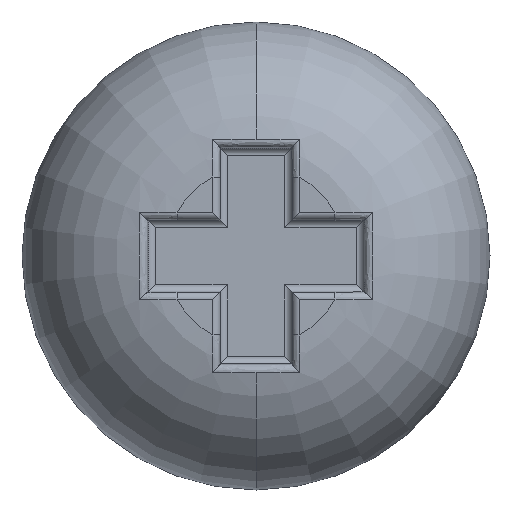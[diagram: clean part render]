
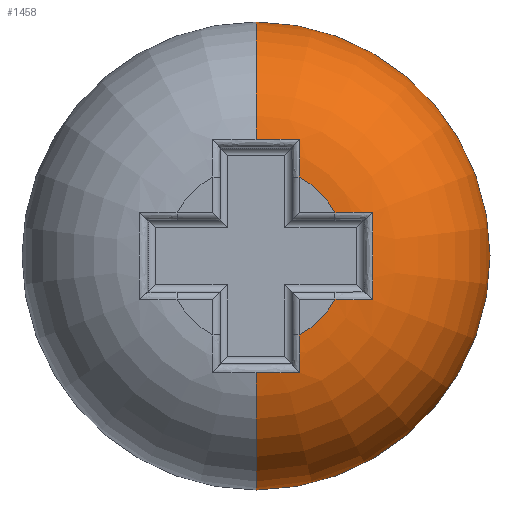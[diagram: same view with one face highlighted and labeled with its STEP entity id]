
A CAD part, front view. The second image highlights one B-rep face of the part: STEP entity #1458.
In plain terms, the highlighted toroidal (fillet/blend) face has major radius 1.25 mm and minor radius 2 mm.
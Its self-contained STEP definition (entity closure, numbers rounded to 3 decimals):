
#14 = EDGE_CURVE ( 'NONE', #663, #212, #947, .T. ) ;
#25 = CARTESIAN_POINT ( 'NONE',  ( 0.606, 0.019, -1.45 ) ) ;
#31 = CARTESIAN_POINT ( 'NONE',  ( 0., 2., 0. ) ) ;
#46 = VERTEX_POINT ( 'NONE', #937 ) ;
#60 = ORIENTED_EDGE ( 'NONE', *, *, #14, .T. ) ;
#62 = EDGE_CURVE ( 'NONE', #553, #1862, #1578, .T. ) ;
#63 = CARTESIAN_POINT ( 'NONE',  ( 0., 0.034, -1.618 ) ) ;
#65 = EDGE_CURVE ( 'NONE', #1567, #1598, #747, .T. ) ;
#81 = TOROIDAL_SURFACE ( 'NONE', #1493, 1.25, 2. ) ;
#94 = B_SPLINE_CURVE_WITH_KNOTS ( 'NONE', 3,
 ( #718, #1035, #267, #1614 ),
 .UNSPECIFIED., .F., .F.,
 ( 4, 4 ),
 ( 0., 0.001 ),
 .UNSPECIFIED. ) ;
#95 = CARTESIAN_POINT ( 'NONE',  ( 1.618, 0.034, -0.203 ) ) ;
#122 = DIRECTION ( 'NONE',  ( 0., 1., 0. ) ) ;
#129 = CARTESIAN_POINT ( 'NONE',  ( 0., 2., 1.25 ) ) ;
#163 = EDGE_CURVE ( 'NONE', #212, #1598, #1836, .T. ) ;
#168 = AXIS2_PLACEMENT_3D ( 'NONE', #477, #1674, #1229 ) ;
#209 = CARTESIAN_POINT ( 'NONE',  ( 0.203, 0.034, -1.618 ) ) ;
#212 = VERTEX_POINT ( 'NONE', #1594 ) ;
#234 = CARTESIAN_POINT ( 'NONE',  ( 0.608, 0.059, 1.623 ) ) ;
#237 = EDGE_CURVE ( 'NONE', #275, #769, #557, .T. ) ;
#267 = CARTESIAN_POINT ( 'NONE',  ( 1.45, 0.019, 0.606 ) ) ;
#275 = VERTEX_POINT ( 'NONE', #1577 ) ;
#306 = ORIENTED_EDGE ( 'NONE', *, *, #1531, .T. ) ;
#308 = CARTESIAN_POINT ( 'NONE',  ( 0.6, 0., 1.097 ) ) ;
#333 = VERTEX_POINT ( 'NONE', #1463 ) ;
#355 = CARTESIAN_POINT ( 'NONE',  ( 0.608, 0.059, 1.623 ) ) ;
#371 = DIRECTION ( 'NONE',  ( 1., 0., 0. ) ) ;
#373 = CARTESIAN_POINT ( 'NONE',  ( 1.623, 0.059, 0.608 ) ) ;
#392 = ORIENTED_EDGE ( 'NONE', *, *, #62, .T. ) ;
#439 = CARTESIAN_POINT ( 'NONE',  ( 0.604, 0., -1.274 ) ) ;
#471 = AXIS2_PLACEMENT_3D ( 'NONE', #1653, #371, #506 ) ;
#472 = CARTESIAN_POINT ( 'NONE',  ( 1.274, 0., -0.604 ) ) ;
#476 = CARTESIAN_POINT ( 'NONE',  ( 0.608, 0.059, -1.623 ) ) ;
#477 = CARTESIAN_POINT ( 'NONE',  ( 0., 0., 0. ) ) ;
#486 = CARTESIAN_POINT ( 'NONE',  ( 1.45, 0.019, -0.606 ) ) ;
#506 = DIRECTION ( 'NONE',  ( 0., 0., -1. ) ) ;
#539 = DIRECTION ( 'NONE',  ( 0., -1., 0. ) ) ;
#553 = VERTEX_POINT ( 'NONE', #1010 ) ;
#557 = CIRCLE ( 'NONE', #716, 1.25 ) ;
#563 = DIRECTION ( 'NONE',  ( -1., 0., 0. ) ) ;
#585 = AXIS2_PLACEMENT_3D ( 'NONE', #129, #563, #722 ) ;
#592 = EDGE_CURVE ( 'NONE', #663, #46, #1819, .T. ) ;
#607 = VERTEX_POINT ( 'NONE', #1050 ) ;
#622 = CARTESIAN_POINT ( 'NONE',  ( 0., 0.034, 1.618 ) ) ;
#636 = DIRECTION ( 'NONE',  ( 0., 1., 0. ) ) ;
#644 = CARTESIAN_POINT ( 'NONE',  ( 1.618, 0.034, 0.203 ) ) ;
#650 = CIRCLE ( 'NONE', #1666, 3.25 ) ;
#663 = VERTEX_POINT ( 'NONE', #1798 ) ;
#692 = ORIENTED_EDGE ( 'NONE', *, *, #957, .T. ) ;
#716 = AXIS2_PLACEMENT_3D ( 'NONE', #847, #539, #1587 ) ;
#718 = CARTESIAN_POINT ( 'NONE',  ( 1.097, 0., 0.6 ) ) ;
#722 = DIRECTION ( 'NONE',  ( 0., 0., 1. ) ) ;
#747 = CIRCLE ( 'NONE', #168, 1.25 ) ;
#769 = VERTEX_POINT ( 'NONE', #1835 ) ;
#780 = CARTESIAN_POINT ( 'NONE',  ( 0.406, 0.041, -1.62 ) ) ;
#781 = ORIENTED_EDGE ( 'NONE', *, *, #65, .F. ) ;
#812 = CARTESIAN_POINT ( 'NONE',  ( 1.097, 0., 0.6 ) ) ;
#847 = CARTESIAN_POINT ( 'NONE',  ( 0., 0., 0. ) ) ;
#852 = FACE_OUTER_BOUND ( 'NONE', #1002, .T. ) ;
#890 = ORIENTED_EDGE ( 'NONE', *, *, #1184, .T. ) ;
#900 = CARTESIAN_POINT ( 'NONE',  ( 1.623, 0.059, -0.608 ) ) ;
#920 = CARTESIAN_POINT ( 'NONE',  ( 1.097, 0., -0.6 ) ) ;
#937 = CARTESIAN_POINT ( 'NONE',  ( 0., 2., 3.25 ) ) ;
#947 = B_SPLINE_CURVE_WITH_KNOTS ( 'NONE', 3,
 ( #622, #1832, #1249, #355 ),
 .UNSPECIFIED., .F., .F.,
 ( 4, 4 ),
 ( 0.001, 0.001 ),
 .UNSPECIFIED. ) ;
#957 = EDGE_CURVE ( 'NONE', #1608, #769, #1582, .T. ) ;
#962 = ORIENTED_EDGE ( 'NONE', *, *, #1097, .T. ) ;
#972 = CARTESIAN_POINT ( 'NONE',  ( 1.62, 0.041, -0.406 ) ) ;
#1002 = EDGE_LOOP ( 'NONE', ( #890, #392, #1275, #1572, #60, #1753, #781, #962, #306, #692, #1521, #1468 ) ) ;
#1010 = CARTESIAN_POINT ( 'NONE',  ( 0., 0.034, -1.618 ) ) ;
#1035 = CARTESIAN_POINT ( 'NONE',  ( 1.274, 0., 0.604 ) ) ;
#1050 = CARTESIAN_POINT ( 'NONE',  ( 0.608, 0.059, -1.623 ) ) ;
#1097 = EDGE_CURVE ( 'NONE', #1567, #333, #94, .T. ) ;
#1112 = CARTESIAN_POINT ( 'NONE',  ( 1.623, 0.059, -0.608 ) ) ;
#1134 = B_SPLINE_CURVE_WITH_KNOTS ( 'NONE', 3,
 ( #1486, #439, #25, #1634 ),
 .UNSPECIFIED., .F., .F.,
 ( 4, 4 ),
 ( 0., 0.001 ),
 .UNSPECIFIED. ) ;
#1184 = EDGE_CURVE ( 'NONE', #607, #553, #1452, .T. ) ;
#1224 = DIRECTION ( 'NONE',  ( 0., 0., 1. ) ) ;
#1229 = DIRECTION ( 'NONE',  ( 0., 0., 1. ) ) ;
#1249 = CARTESIAN_POINT ( 'NONE',  ( 0.406, 0.041, 1.62 ) ) ;
#1275 = ORIENTED_EDGE ( 'NONE', *, *, #1621, .F. ) ;
#1442 = CARTESIAN_POINT ( 'NONE',  ( 0., 2., 0. ) ) ;
#1452 = B_SPLINE_CURVE_WITH_KNOTS ( 'NONE', 3,
 ( #476, #780, #209, #63 ),
 .UNSPECIFIED., .F., .F.,
 ( 4, 4 ),
 ( 0., 0.001 ),
 .UNSPECIFIED. ) ;
#1458 = ADVANCED_FACE ( 'NONE', ( #852 ), #81, .T. ) ;
#1463 = CARTESIAN_POINT ( 'NONE',  ( 1.623, 0.059, 0.608 ) ) ;
#1468 = ORIENTED_EDGE ( 'NONE', *, *, #1860, .T. ) ;
#1486 = CARTESIAN_POINT ( 'NONE',  ( 0.6, 0., -1.097 ) ) ;
#1493 = AXIS2_PLACEMENT_3D ( 'NONE', #1442, #122, #1734 ) ;
#1494 = CARTESIAN_POINT ( 'NONE',  ( 1.623, 0.059, -0.608 ) ) ;
#1521 = ORIENTED_EDGE ( 'NONE', *, *, #237, .F. ) ;
#1531 = EDGE_CURVE ( 'NONE', #333, #1608, #1725, .T. ) ;
#1567 = VERTEX_POINT ( 'NONE', #812 ) ;
#1572 = ORIENTED_EDGE ( 'NONE', *, *, #592, .F. ) ;
#1577 = CARTESIAN_POINT ( 'NONE',  ( 0.6, 0., -1.097 ) ) ;
#1578 = CIRCLE ( 'NONE', #471, 2. ) ;
#1582 = B_SPLINE_CURVE_WITH_KNOTS ( 'NONE', 3,
 ( #900, #486, #472, #920 ),
 .UNSPECIFIED., .F., .F.,
 ( 4, 4 ),
 ( 0., 0.001 ),
 .UNSPECIFIED. ) ;
#1587 = DIRECTION ( 'NONE',  ( 0., 0., 1. ) ) ;
#1594 = CARTESIAN_POINT ( 'NONE',  ( 0.608, 0.059, 1.623 ) ) ;
#1598 = VERTEX_POINT ( 'NONE', #308 ) ;
#1608 = VERTEX_POINT ( 'NONE', #1494 ) ;
#1614 = CARTESIAN_POINT ( 'NONE',  ( 1.623, 0.059, 0.608 ) ) ;
#1621 = EDGE_CURVE ( 'NONE', #46, #1862, #650, .T. ) ;
#1634 = CARTESIAN_POINT ( 'NONE',  ( 0.608, 0.059, -1.623 ) ) ;
#1653 = CARTESIAN_POINT ( 'NONE',  ( 0., 2., -1.25 ) ) ;
#1666 = AXIS2_PLACEMENT_3D ( 'NONE', #31, #636, #1224 ) ;
#1674 = DIRECTION ( 'NONE',  ( 0., -1., 0. ) ) ;
#1684 = CARTESIAN_POINT ( 'NONE',  ( 1.62, 0.041, 0.406 ) ) ;
#1709 = CARTESIAN_POINT ( 'NONE',  ( 0.604, 0., 1.274 ) ) ;
#1725 = B_SPLINE_CURVE_WITH_KNOTS ( 'NONE', 3,
 ( #373, #1684, #644, #95, #972, #1112 ),
 .UNSPECIFIED., .F., .F.,
 ( 4, 2, 4 ),
 ( 0., 0.001, 0.001 ),
 .UNSPECIFIED. ) ;
#1734 = DIRECTION ( 'NONE',  ( 0., 0., 1. ) ) ;
#1753 = ORIENTED_EDGE ( 'NONE', *, *, #163, .T. ) ;
#1774 = CARTESIAN_POINT ( 'NONE',  ( 0., 2., -3.25 ) ) ;
#1798 = CARTESIAN_POINT ( 'NONE',  ( 0., 0.034, 1.618 ) ) ;
#1819 = CIRCLE ( 'NONE', #585, 2. ) ;
#1832 = CARTESIAN_POINT ( 'NONE',  ( 0.203, 0.034, 1.618 ) ) ;
#1835 = CARTESIAN_POINT ( 'NONE',  ( 1.097, 0., -0.6 ) ) ;
#1836 = B_SPLINE_CURVE_WITH_KNOTS ( 'NONE', 3,
 ( #234, #1851, #1709, #1876 ),
 .UNSPECIFIED., .F., .F.,
 ( 4, 4 ),
 ( 0., 0.001 ),
 .UNSPECIFIED. ) ;
#1851 = CARTESIAN_POINT ( 'NONE',  ( 0.606, 0.019, 1.45 ) ) ;
#1860 = EDGE_CURVE ( 'NONE', #275, #607, #1134, .T. ) ;
#1862 = VERTEX_POINT ( 'NONE', #1774 ) ;
#1876 = CARTESIAN_POINT ( 'NONE',  ( 0.6, 0., 1.097 ) ) ;
